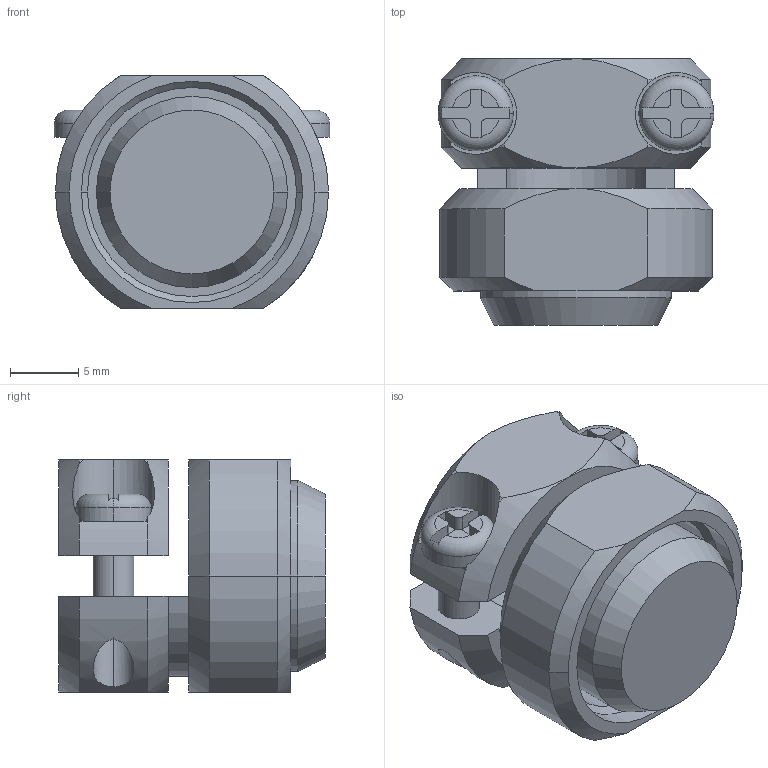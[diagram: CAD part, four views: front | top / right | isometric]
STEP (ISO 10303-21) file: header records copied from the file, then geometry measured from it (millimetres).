
FILE_DESCRIPTION(('CoCreate Modeling STEP Export'),'2;1');
FILE_NAME('JR13WCC-10.stp','2011-02-02T13:54:50',(''),(''),'CoCreate Modeling STEP processor for AP214 (Solid Model)','CoCreate Modeling 17.0 01-Apr-2010 (C) Parametric Technology GmbH','');
FILE_SCHEMA(('AUTOMOTIVE_DESIGN { 1 0 10303 214 1 1 1 1 }'));
Length unit declared in the file: millimetre
Products named in the file (1): JR13WCC-10
Bounding box: 20.2 x 19.5 x 17 mm (x, y, z)
Volume: 3561.8 mm3; surface area: 2974.5 mm2
Topology: 1 solids, 1 shells, 133 faces, 342 edges, 220 vertices
Faces by surface type: plane 58, cylinder 49, cone 22, torus 4
Entity records: 5958 total; most frequent: CARTESIAN_POINT 3073, ORIENTED_EDGE 684, DIRECTION 455, EDGE_CURVE 342, VERTEX_POINT 220, AXIS2_PLACEMENT_3D 158, EDGE_LOOP 144, VECTOR 139
